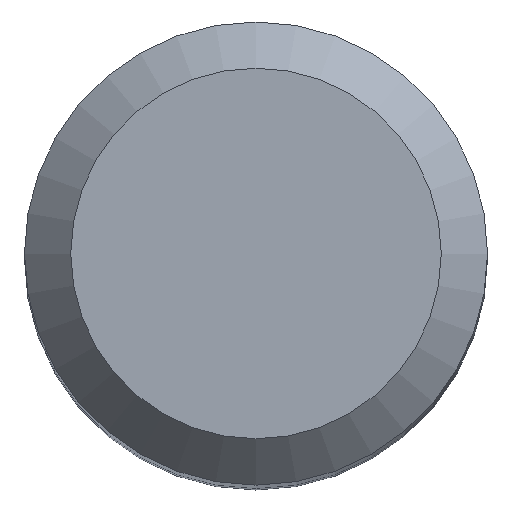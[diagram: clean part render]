
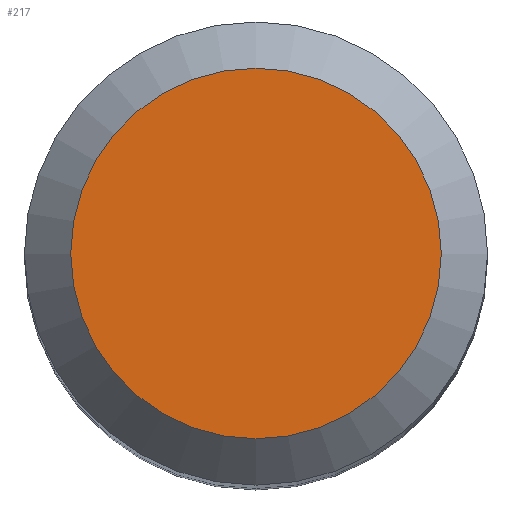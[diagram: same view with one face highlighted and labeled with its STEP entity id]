
A CAD part, top view. The second image highlights one B-rep face of the part: STEP entity #217.
In plain terms, the highlighted planar face has unit normal (0, 0, 1).
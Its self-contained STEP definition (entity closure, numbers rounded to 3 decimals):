
#22 = EDGE_CURVE ( 'NONE', #34, #34, #26, .T. ) ;
#26 = CIRCLE ( 'NONE', #55, 4.8 ) ;
#34 = VERTEX_POINT ( 'NONE', #101 ) ;
#55 = AXIS2_PLACEMENT_3D ( 'NONE', #208, #124, #156 ) ;
#60 = EDGE_LOOP ( 'NONE', ( #158 ) ) ;
#82 = FACE_OUTER_BOUND ( 'NONE', #60, .T. ) ;
#101 = CARTESIAN_POINT ( 'NONE',  ( 0., -4.8, 74. ) ) ;
#117 = DIRECTION ( 'NONE',  ( 0., 0., -1. ) ) ;
#124 = DIRECTION ( 'NONE',  ( 0., 0., 1. ) ) ;
#154 = AXIS2_PLACEMENT_3D ( 'NONE', #179, #117, #193 ) ;
#156 = DIRECTION ( 'NONE',  ( 0., -1., 0. ) ) ;
#158 = ORIENTED_EDGE ( 'NONE', *, *, #22, .T. ) ;
#177 = PLANE ( 'NONE',  #154 ) ;
#179 = CARTESIAN_POINT ( 'NONE',  ( 0., 0., 74. ) ) ;
#193 = DIRECTION ( 'NONE',  ( 0., 1., 0. ) ) ;
#208 = CARTESIAN_POINT ( 'NONE',  ( 0., 0., 74. ) ) ;
#217 = ADVANCED_FACE ( 'NONE', ( #82 ), #177, .F. ) ;
